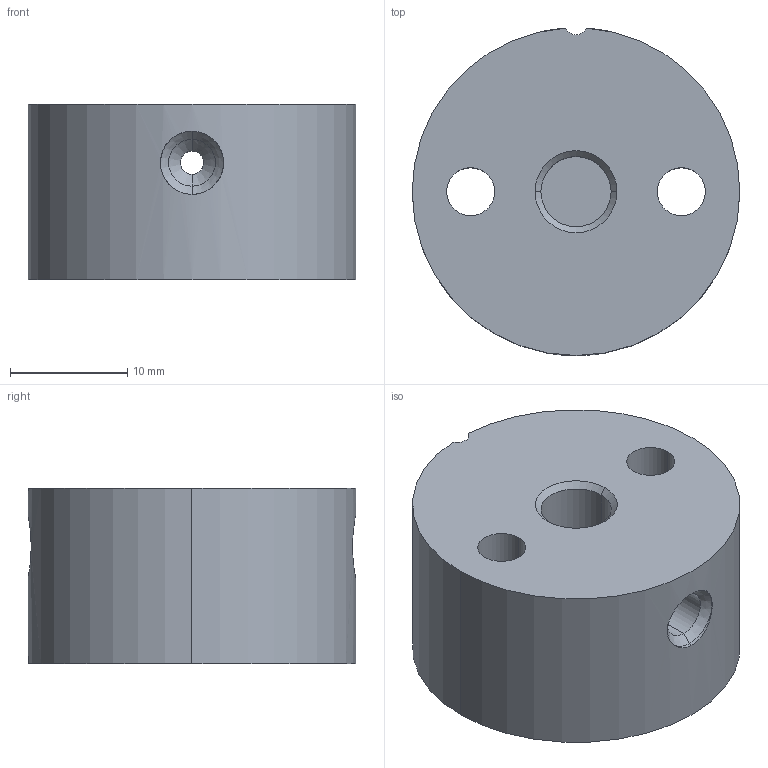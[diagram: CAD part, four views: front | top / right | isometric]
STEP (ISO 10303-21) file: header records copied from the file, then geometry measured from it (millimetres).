
FILE_DESCRIPTION (( 'STEP AP214' ), '1' );
FILE_NAME ('Positionsgeber_Z-RFC-PXX~01.STEP', '2007-10-15T11:24:41', ( 'novotechnik' ), ( 'novotechnik' ), 'SwSTEP 2.0', 'SolidWorks 2007', '' );
FILE_SCHEMA (( 'AUTOMOTIVE_DESIGN' ));
Length unit declared in the file: millimetre
Products named in the file (3): Positionsgeber_Z-RFC-PXX~01; 514925_Magnet~01_Standard; Magnettraeger_RFC~02_Magnet 8x4x3_Welle 6_Spannstift<standard>
Assembly tree (2 placements, depth 2):
  Positionsgeber_Z-RFC-PXX~01
    Magnettraeger_RFC~02_Magnet 8x4x3_Welle 6_Spannstift<standard>
    514925_Magnet~01_Standard
Bounding box: 28 x 27.97 x 15 mm (x, y, z)
Volume: 8069.5 mm3; surface area: 3545.9 mm2
Topology: 2 solids, 2 shells, 75 faces, 174 edges, 104 vertices
Faces by surface type: cylinder 35, plane 26, cone 10, sphere 4
Entity records: 3021 total; most frequent: CARTESIAN_POINT 568, DIRECTION 380, ORIENTED_EDGE 340, EDGE_CURVE 170, AXIS2_PLACEMENT_3D 146, VERTEX_POINT 104, EDGE_LOOP 88, VECTOR 88
